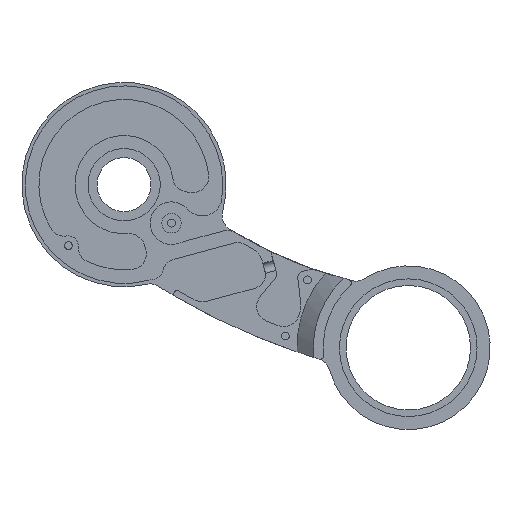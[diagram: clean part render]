
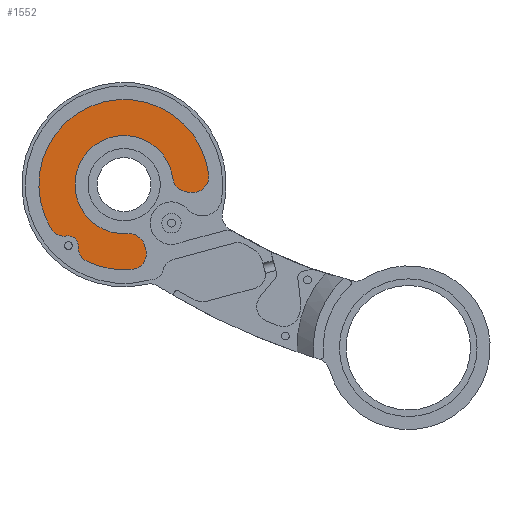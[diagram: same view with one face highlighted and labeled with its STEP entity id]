
A CAD part, front view. The second image highlights one B-rep face of the part: STEP entity #1552.
In plain terms, the highlighted planar face has unit normal (0, -1, 0).
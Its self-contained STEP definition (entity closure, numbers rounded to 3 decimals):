
#44=PLANE('',#1734);
#98=FACE_OUTER_BOUND('',#198,.T.);
#198=EDGE_LOOP('',(#1200,#1201,#1202,#1203,#1204,#1205,#1206,#1207,#1208,
#1209,#1210,#1211));
#324=LINE('',#2676,#434);
#325=LINE('',#2680,#435);
#434=VECTOR('',#2127,10.);
#435=VECTOR('',#2132,10.);
#559=CIRCLE('',#1729,4.826);
#560=CIRCLE('',#1731,26.);
#561=CIRCLE('',#1733,4.826);
#562=CIRCLE('',#1735,4.826);
#563=CIRCLE('',#1736,3.);
#564=CIRCLE('',#1737,4.826);
#565=CIRCLE('',#1738,26.);
#566=CIRCLE('',#1739,4.826);
#567=CIRCLE('',#1740,4.826);
#568=CIRCLE('',#1741,15.);
#710=VERTEX_POINT('',#2649);
#711=VERTEX_POINT('',#2650);
#712=VERTEX_POINT('',#2655);
#713=VERTEX_POINT('',#2659);
#714=VERTEX_POINT('',#2660);
#715=VERTEX_POINT('',#2665);
#716=VERTEX_POINT('',#2667);
#717=VERTEX_POINT('',#2669);
#718=VERTEX_POINT('',#2671);
#719=VERTEX_POINT('',#2673);
#720=VERTEX_POINT('',#2675);
#721=VERTEX_POINT('',#2677);
#892=EDGE_CURVE('',#710,#711,#559,.T.);
#896=EDGE_CURVE('',#710,#712,#560,.T.);
#897=EDGE_CURVE('',#713,#714,#561,.T.);
#900=EDGE_CURVE('',#715,#712,#562,.T.);
#901=EDGE_CURVE('',#715,#716,#563,.T.);
#902=EDGE_CURVE('',#717,#716,#564,.T.);
#903=EDGE_CURVE('',#717,#718,#565,.T.);
#904=EDGE_CURVE('',#719,#718,#566,.T.);
#905=EDGE_CURVE('',#719,#720,#324,.T.);
#906=EDGE_CURVE('',#721,#720,#567,.T.);
#907=EDGE_CURVE('',#721,#714,#568,.T.);
#908=EDGE_CURVE('',#713,#711,#325,.T.);
#1200=ORIENTED_EDGE('',*,*,#892,.F.);
#1201=ORIENTED_EDGE('',*,*,#896,.T.);
#1202=ORIENTED_EDGE('',*,*,#900,.F.);
#1203=ORIENTED_EDGE('',*,*,#901,.T.);
#1204=ORIENTED_EDGE('',*,*,#902,.F.);
#1205=ORIENTED_EDGE('',*,*,#903,.T.);
#1206=ORIENTED_EDGE('',*,*,#904,.F.);
#1207=ORIENTED_EDGE('',*,*,#905,.T.);
#1208=ORIENTED_EDGE('',*,*,#906,.F.);
#1209=ORIENTED_EDGE('',*,*,#907,.T.);
#1210=ORIENTED_EDGE('',*,*,#897,.F.);
#1211=ORIENTED_EDGE('',*,*,#908,.T.);
#1552=ADVANCED_FACE('',(#98),#44,.F.);
#1729=AXIS2_PLACEMENT_3D('',#2651,#2100,#2101);
#1731=AXIS2_PLACEMENT_3D('',#2657,#2107,#2108);
#1733=AXIS2_PLACEMENT_3D('',#2661,#2111,#2112);
#1734=AXIS2_PLACEMENT_3D('',#2664,#2115,#2116);
#1735=AXIS2_PLACEMENT_3D('',#2666,#2117,#2118);
#1736=AXIS2_PLACEMENT_3D('',#2668,#2119,#2120);
#1737=AXIS2_PLACEMENT_3D('',#2670,#2121,#2122);
#1738=AXIS2_PLACEMENT_3D('',#2672,#2123,#2124);
#1739=AXIS2_PLACEMENT_3D('',#2674,#2125,#2126);
#1740=AXIS2_PLACEMENT_3D('',#2678,#2128,#2129);
#1741=AXIS2_PLACEMENT_3D('',#2679,#2130,#2131);
#2100=DIRECTION('center_axis',(0.,1.,0.));
#2101=DIRECTION('ref_axis',(0.707,0.,-0.708));
#2107=DIRECTION('center_axis',(0.,-1.,0.));
#2108=DIRECTION('ref_axis',(-0.707,0.,-0.707));
#2111=DIRECTION('center_axis',(0.,1.,0.));
#2112=DIRECTION('ref_axis',(-0.702,0.,-0.712));
#2115=DIRECTION('center_axis',(0.,1.,0.));
#2116=DIRECTION('ref_axis',(0.707,0.,-0.707));
#2117=DIRECTION('center_axis',(0.,1.,0.));
#2118=DIRECTION('ref_axis',(-0.426,0.,-0.905));
#2119=DIRECTION('center_axis',(0.,1.,0.));
#2120=DIRECTION('ref_axis',(-0.707,0.,-0.707));
#2121=DIRECTION('center_axis',(0.,1.,0.));
#2122=DIRECTION('ref_axis',(-0.861,0.,-0.508));
#2123=DIRECTION('center_axis',(0.,-1.,0.));
#2124=DIRECTION('ref_axis',(-0.707,0.,-0.707));
#2125=DIRECTION('center_axis',(0.,1.,0.));
#2126=DIRECTION('ref_axis',(0.838,0.,-0.545));
#2127=DIRECTION('',(-0.318,0.,0.948));
#2128=DIRECTION('center_axis',(0.,1.,0.));
#2129=DIRECTION('ref_axis',(0.552,0.,0.834));
#2130=DIRECTION('center_axis',(0.,1.,0.));
#2131=DIRECTION('ref_axis',(-0.707,0.,-0.707));
#2132=DIRECTION('',(0.993,0.,-0.116));
#2649=CARTESIAN_POINT('',(286.276,134.601,250.029));
#2650=CARTESIAN_POINT('',(280.923,134.601,244.686));
#2651=CARTESIAN_POINT('Origin',(281.481,134.601,249.48));
#2655=CARTESIAN_POINT('',(238.157,134.601,233.68));
#2657=CARTESIAN_POINT('Origin',(260.445,134.601,247.069));
#2659=CARTESIAN_POINT('',(279.546,134.601,244.846));
#2660=CARTESIAN_POINT('',(275.318,134.601,249.014));
#2661=CARTESIAN_POINT('Origin',(280.103,134.601,249.64));
#2664=CARTESIAN_POINT('Origin',(259.5,134.601,248.054));
#2665=CARTESIAN_POINT('',(243.013,134.601,231.393));
#2666=CARTESIAN_POINT('Origin',(242.294,134.601,236.165));
#2667=CARTESIAN_POINT('',(246.455,134.601,228.257));
#2668=CARTESIAN_POINT('Origin',(243.46,134.601,228.427));
#2669=CARTESIAN_POINT('',(249.183,134.601,223.634));
#2670=CARTESIAN_POINT('Origin',(251.274,134.601,227.984));
#2671=CARTESIAN_POINT('',(262.877,134.601,221.183));
#2672=CARTESIAN_POINT('Origin',(260.445,134.601,247.069));
#2673=CARTESIAN_POINT('',(267.001,134.601,227.522));
#2674=CARTESIAN_POINT('Origin',(262.426,134.601,225.988));
#2675=CARTESIAN_POINT('',(266.56,134.601,228.837));
#2676=CARTESIAN_POINT('',(264.383,134.601,235.329));
#2677=CARTESIAN_POINT('',(261.61,134.601,232.114));
#2678=CARTESIAN_POINT('Origin',(261.985,134.601,227.303));
#2679=CARTESIAN_POINT('Origin',(260.445,134.601,247.069));
#2680=CARTESIAN_POINT('',(267.372,134.601,246.263));
